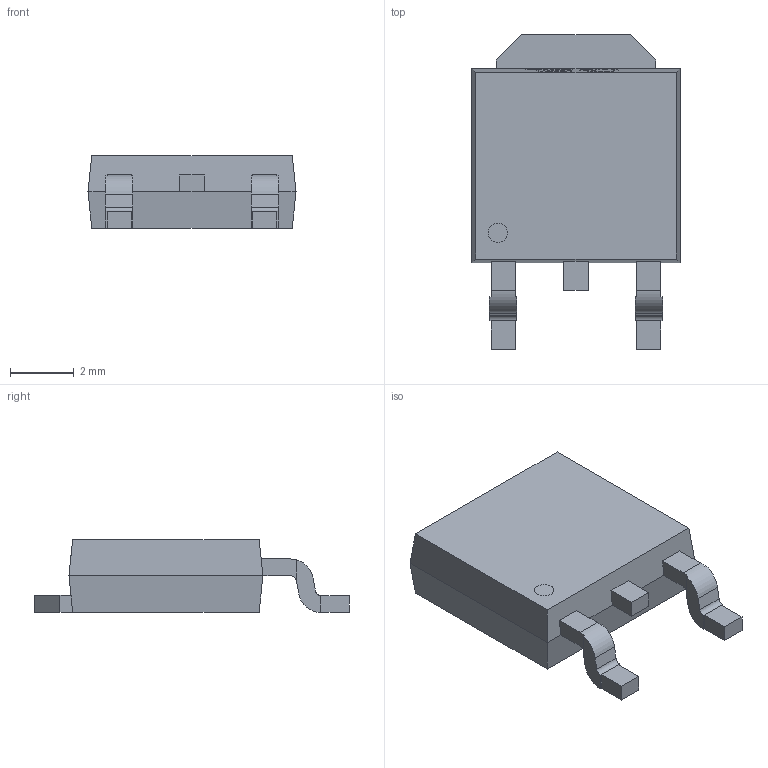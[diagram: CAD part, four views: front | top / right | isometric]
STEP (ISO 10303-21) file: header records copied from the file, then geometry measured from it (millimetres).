
FILE_DESCRIPTION (( 'STEP AP214' ), '1' );
FILE_NAME ('TO-252-3_L6.6-W6.1-P4.57-LS9.9-BR.step', '2022-08-01T12:59:30', ( '' ), ( '' ), 'SwSTEP 2.0', 'SolidWorks 2020', '' );
FILE_SCHEMA (( 'AUTOMOTIVE_DESIGN' ));
Length unit declared in the file: millimetre
Products named in the file (1): TO-252-3_L6.6-W6.1-P4.57-LS9.9-BR
Bounding box: 6.54 x 9.9 x 2.29 mm (x, y, z)
Volume: 93.9 mm3; surface area: 163 mm2
Topology: 1 solids, 1 shells, 296 faces, 800 edges, 526 vertices
Faces by surface type: plane 186, bspline 98, cylinder 12
Entity records: 12943 total; most frequent: CARTESIAN_POINT 2929, ORIENTED_EDGE 1600, DIRECTION 1026, EDGE_CURVE 800, LINE 572, VECTOR 572, VERTEX_POINT 526, EDGE_LOOP 316
